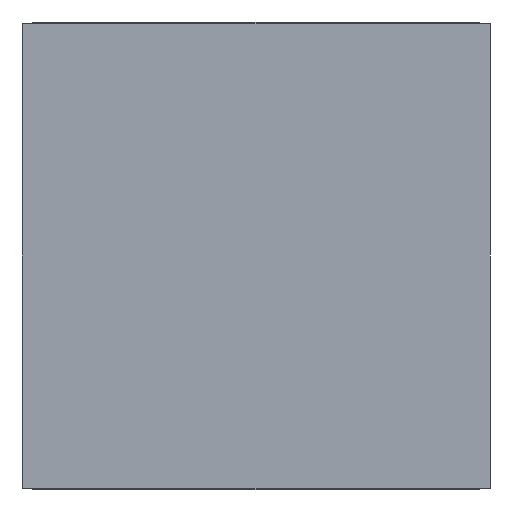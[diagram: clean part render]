
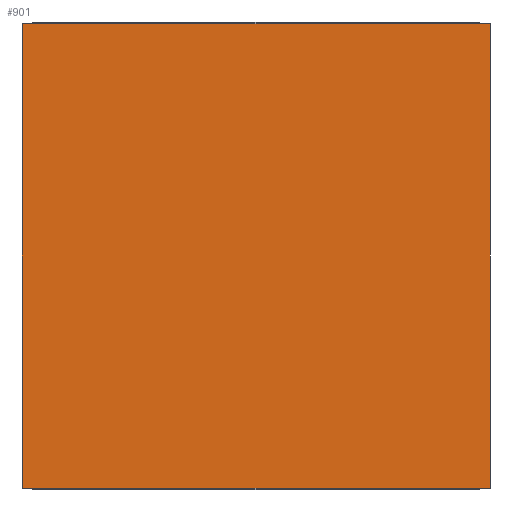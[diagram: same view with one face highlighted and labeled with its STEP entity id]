
A CAD part, front view. The second image highlights one B-rep face of the part: STEP entity #901.
In plain terms, the highlighted planar face has unit normal (0, -1, 0).
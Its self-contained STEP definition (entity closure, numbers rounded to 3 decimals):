
#23 = DIRECTION ( 'NONE',  ( 0., 0., 1. ) ) ;
#46 = ORIENTED_EDGE ( 'NONE', *, *, #2706, .F. ) ;
#66 = CARTESIAN_POINT ( 'NONE',  ( 440., -250., -437. ) ) ;
#134 = CARTESIAN_POINT ( 'NONE',  ( -440., -250., -437. ) ) ;
#148 = DIRECTION ( 'NONE',  ( 0., 0., -1. ) ) ;
#152 = LINE ( 'NONE', #454, #2468 ) ;
#168 = CARTESIAN_POINT ( 'NONE',  ( 440., -250., 437. ) ) ;
#384 = DIRECTION ( 'NONE',  ( 0., 0., -1. ) ) ;
#404 = VERTEX_POINT ( 'NONE', #2525 ) ;
#454 = CARTESIAN_POINT ( 'NONE',  ( 440., -250., -437. ) ) ;
#464 = VECTOR ( 'NONE', #1417, 1000. ) ;
#528 = LINE ( 'NONE', #1984, #2854 ) ;
#650 = CARTESIAN_POINT ( 'NONE',  ( 440., -250., 437. ) ) ;
#674 = VECTOR ( 'NONE', #384, 1000. ) ;
#689 = CARTESIAN_POINT ( 'NONE',  ( -400., -250., 440. ) ) ;
#725 = CARTESIAN_POINT ( 'NONE',  ( -440., -250., 437. ) ) ;
#741 = LINE ( 'NONE', #168, #674 ) ;
#743 = FACE_OUTER_BOUND ( 'NONE', #1577, .T. ) ;
#854 = DIRECTION ( 'NONE',  ( 1., 0., 0. ) ) ;
#875 = DIRECTION ( 'NONE',  ( -1., 0., 0. ) ) ;
#899 = EDGE_CURVE ( 'NONE', #2138, #2675, #152, .T. ) ;
#901 = ADVANCED_FACE ( 'NONE', ( #743 ), #2707, .F. ) ;
#921 = VECTOR ( 'NONE', #2825, 1000. ) ;
#935 = ORIENTED_EDGE ( 'NONE', *, *, #1015, .T. ) ;
#953 = VECTOR ( 'NONE', #875, 1000. ) ;
#1015 = EDGE_CURVE ( 'NONE', #1617, #404, #1669, .T. ) ;
#1018 = CARTESIAN_POINT ( 'NONE',  ( 440., -250., 437. ) ) ;
#1021 = EDGE_CURVE ( 'NONE', #1918, #404, #2201, .T. ) ;
#1029 = ORIENTED_EDGE ( 'NONE', *, *, #899, .F. ) ;
#1186 = CARTESIAN_POINT ( 'NONE',  ( -400., -250., 437. ) ) ;
#1200 = CARTESIAN_POINT ( 'NONE',  ( -420., -250., -437. ) ) ;
#1382 = DIRECTION ( 'NONE',  ( 0., 1., 0. ) ) ;
#1389 = ORIENTED_EDGE ( 'NONE', *, *, #2770, .T. ) ;
#1417 = DIRECTION ( 'NONE',  ( -1., 0., 0. ) ) ;
#1426 = LINE ( 'NONE', #1729, #2535 ) ;
#1430 = ORIENTED_EDGE ( 'NONE', *, *, #2667, .T. ) ;
#1564 = VERTEX_POINT ( 'NONE', #1200 ) ;
#1577 = EDGE_LOOP ( 'NONE', ( #935, #2282, #1430, #1719, #1389, #1029, #46, #1635 ) ) ;
#1603 = VECTOR ( 'NONE', #1871, 1000. ) ;
#1617 = VERTEX_POINT ( 'NONE', #2128 ) ;
#1635 = ORIENTED_EDGE ( 'NONE', *, *, #1909, .T. ) ;
#1669 = LINE ( 'NONE', #1186, #464 ) ;
#1719 = ORIENTED_EDGE ( 'NONE', *, *, #1723, .T. ) ;
#1723 = EDGE_CURVE ( 'NONE', #2870, #1564, #2199, .T. ) ;
#1729 = CARTESIAN_POINT ( 'NONE',  ( -440., -250., 437. ) ) ;
#1740 = CARTESIAN_POINT ( 'NONE',  ( 420., -250., -437. ) ) ;
#1803 = CARTESIAN_POINT ( 'NONE',  ( -440., -250., -437. ) ) ;
#1826 = DIRECTION ( 'NONE',  ( -1., 0., 0. ) ) ;
#1871 = DIRECTION ( 'NONE',  ( 1., 0., 0. ) ) ;
#1909 = EDGE_CURVE ( 'NONE', #2607, #1617, #2155, .T. ) ;
#1918 = VERTEX_POINT ( 'NONE', #2238 ) ;
#1984 = CARTESIAN_POINT ( 'NONE',  ( -400., -250., -437. ) ) ;
#2128 = CARTESIAN_POINT ( 'NONE',  ( 420., -250., 437. ) ) ;
#2138 = VERTEX_POINT ( 'NONE', #66 ) ;
#2155 = LINE ( 'NONE', #650, #953 ) ;
#2199 = LINE ( 'NONE', #134, #921 ) ;
#2201 = LINE ( 'NONE', #725, #1603 ) ;
#2238 = CARTESIAN_POINT ( 'NONE',  ( -440., -250., 437. ) ) ;
#2282 = ORIENTED_EDGE ( 'NONE', *, *, #1021, .F. ) ;
#2468 = VECTOR ( 'NONE', #1826, 1000. ) ;
#2525 = CARTESIAN_POINT ( 'NONE',  ( -420., -250., 437. ) ) ;
#2535 = VECTOR ( 'NONE', #148, 1000. ) ;
#2580 = AXIS2_PLACEMENT_3D ( 'NONE', #689, #1382, #23 ) ;
#2607 = VERTEX_POINT ( 'NONE', #1018 ) ;
#2667 = EDGE_CURVE ( 'NONE', #1918, #2870, #1426, .T. ) ;
#2675 = VERTEX_POINT ( 'NONE', #1740 ) ;
#2706 = EDGE_CURVE ( 'NONE', #2607, #2138, #741, .T. ) ;
#2707 = PLANE ( 'NONE',  #2580 ) ;
#2770 = EDGE_CURVE ( 'NONE', #1564, #2675, #528, .T. ) ;
#2825 = DIRECTION ( 'NONE',  ( 1., 0., 0. ) ) ;
#2854 = VECTOR ( 'NONE', #854, 1000. ) ;
#2870 = VERTEX_POINT ( 'NONE', #1803 ) ;
